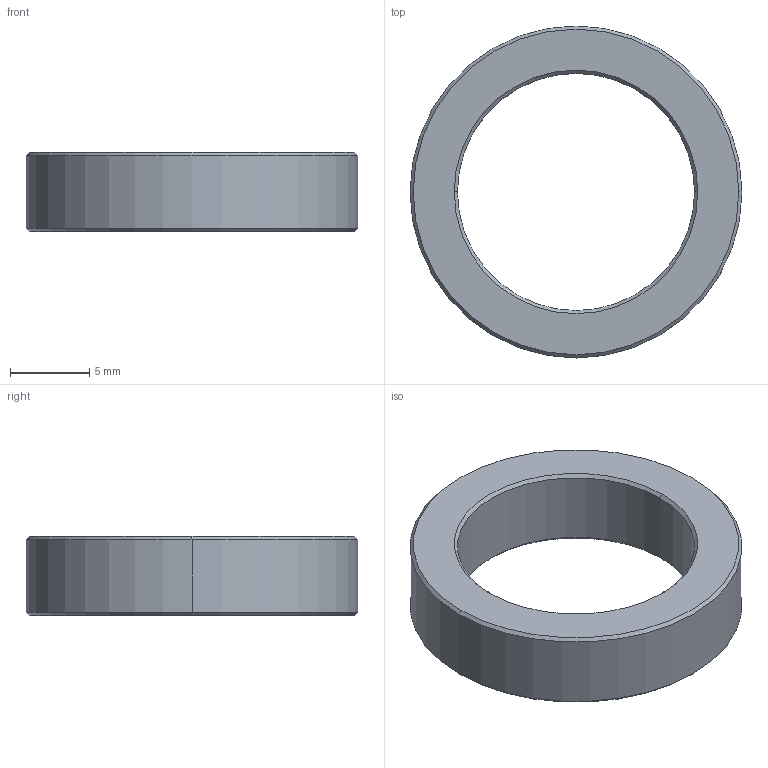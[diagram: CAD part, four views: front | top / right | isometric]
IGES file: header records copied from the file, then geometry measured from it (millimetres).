
Start section: START RECORD GO HERE.
Global section: file name: ENTRETOISE.igs; native system: DASSAULT SYSTEMES CATIA V5 R19 - www.3ds.com; preprocessor: CATIA Version 5 Release 19 SP 9 ; author: 66933; organization: SNR; date: 20161109.091017; units: millimetre
Bounding box: 21 x 21 x 5 mm (x, y, z)
Volume: 842.5 mm3; surface area: 878 mm2
Topology: 1 solids, 1 shells, 14 faces, 28 edges, 16 vertices
Faces by surface type: revolution 12, plane 2
